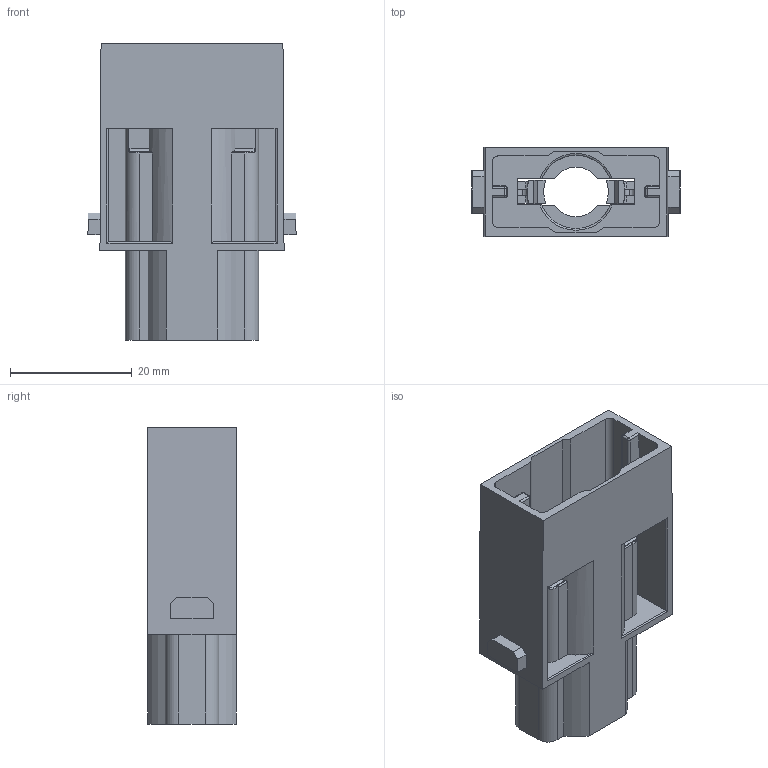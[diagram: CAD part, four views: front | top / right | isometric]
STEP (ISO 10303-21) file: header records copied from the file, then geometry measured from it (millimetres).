
FILE_DESCRIPTION(/* description */ (''),/* implementation_level */ '2;1');
FILE_NAME(/* name */ 'HMK-001-MC.stp',/* time_stamp */ '2023-02-08T23:36:30+08:00',/* author */ (''),/* organization */ (''),/* preprocessor_version */ 'ST-DEVELOPER v16',/* originating_system */ 'SIEMENS PLM Software NX 10.0',/* authorisation */ '');
FILE_SCHEMA (('AUTOMOTIVE_DESIGN { 1 0 10303 214 3 1 1 1 }'));
Length unit declared in the file: millimetre
Products named in the file (1): Admi0A2C26ACroaj
Bounding box: 34.15 x 14.6 x 48.6 mm (x, y, z)
Volume: 5944.8 mm3; surface area: 9272.9 mm2
Topology: 1 solids, 1 shells, 261 faces, 710 edges, 456 vertices
Faces by surface type: plane 123, cylinder 82, bspline 26, torus 18, cone 8, sphere 4
Entity records: 9238 total; most frequent: CARTESIAN_POINT 2802, ORIENTED_EDGE 1412, DIRECTION 1262, EDGE_CURVE 706, VERTEX_POINT 456, AXIS2_PLACEMENT_3D 438, LINE 386, VECTOR 386
